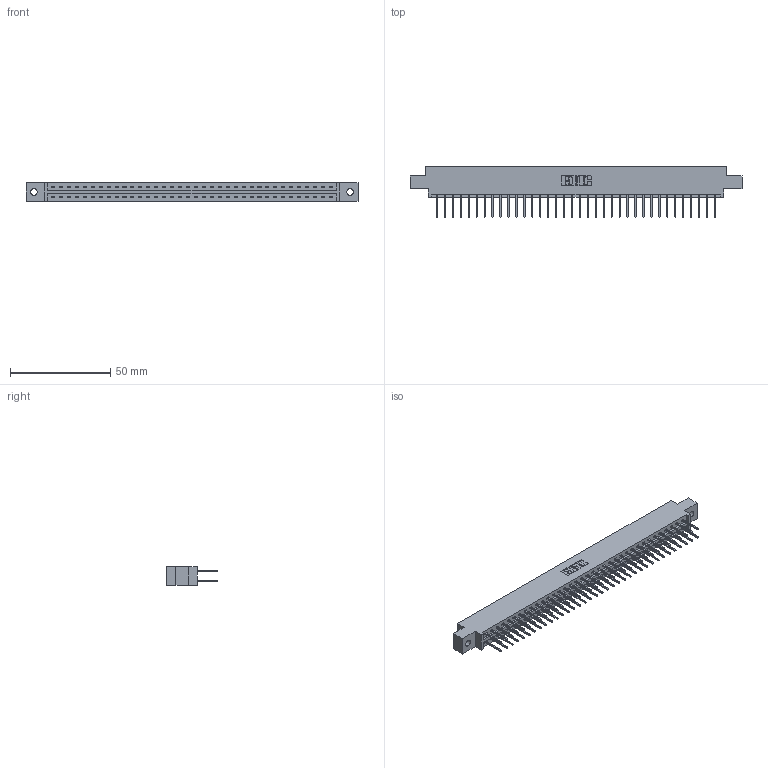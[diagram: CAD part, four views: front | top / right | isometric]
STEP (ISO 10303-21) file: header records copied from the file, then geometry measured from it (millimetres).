
FILE_DESCRIPTION (( 'STEP AP203' ), '1' );
FILE_NAME ('337-072-523-802.STEP', '2018-08-11T14:17:09', ( '' ), ( '' ), 'SwSTEP 2.0', 'SolidWorks 2016', '' );
FILE_SCHEMA (( 'CONFIG_CONTROL_DESIGN' ));
Length unit declared in the file: inch
Products named in the file (3): 337 Part_0.170 Offset - 0.128 Dia; 345-292-001_345-293-123; 337-072-523-802
Assembly tree (73 placements, depth 2):
  337-072-523-802
    337 Part_0.170 Offset - 0.128 Dia
    345-292-001_345-293-123  x72
Bounding box: 165.66 x 25.15 x 9.4 mm (x, y, z)
Volume: 17372 mm3; surface area: 20117.2 mm2
Topology: 73 solids, 73 shells, 4006 faces, 11915 edges, 7846 vertices
Faces by surface type: plane 2810, cylinder 1196
Entity records: 28841 total; most frequent: CARTESIAN_POINT 4866, ORIENTED_EDGE 4802, DIRECTION 4149, EDGE_CURVE 2401, VECTOR 2273, LINE 2273, VERTEX_POINT 1598, AXIS2_PLACEMENT_3D 938
